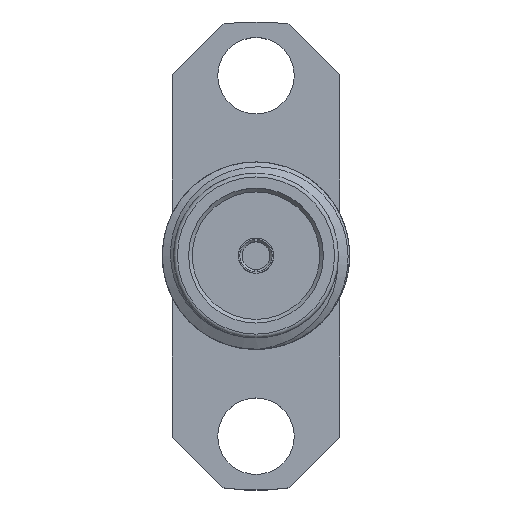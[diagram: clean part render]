
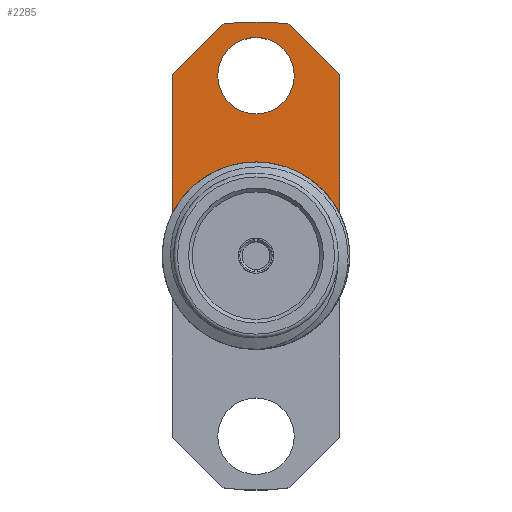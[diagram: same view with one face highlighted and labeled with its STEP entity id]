
A CAD part, top view. The second image highlights one B-rep face of the part: STEP entity #2285.
In plain terms, the highlighted face is planar.
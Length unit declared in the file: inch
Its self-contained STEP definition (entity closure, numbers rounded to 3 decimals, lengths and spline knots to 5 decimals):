
#1 = DIRECTION ( 'NONE',  ( -0.707, 0.707, 0. ) ) ;
#49 = CARTESIAN_POINT ( 'NONE',  ( -0.04405, 0.30938, 0. ) ) ;
#100 = CARTESIAN_POINT ( 'NONE',  ( 0.1115, 0.0277, 0. ) ) ;
#121 = DIRECTION ( 'NONE',  ( 0., 0., -1. ) ) ;
#206 = EDGE_CURVE ( 'NONE', #1244, #1658, #639, .T. ) ;
#362 = DIRECTION ( 'NONE',  ( -1., 0., 0. ) ) ;
#399 = CARTESIAN_POINT ( 'NONE',  ( -0.1115, 0.0277, 0. ) ) ;
#419 = PLANE ( 'NONE',  #2480 ) ;
#433 = VECTOR ( 'NONE', #1465, 39.37008 ) ;
#441 = DIRECTION ( 'NONE',  ( 1., 0., 0. ) ) ;
#592 = ORIENTED_EDGE ( 'NONE', *, *, #2647, .T. ) ;
#639 = LINE ( 'NONE', #1733, #433 ) ;
#651 = AXIS2_PLACEMENT_3D ( 'NONE', #3127, #1212, #441 ) ;
#657 = EDGE_CURVE ( 'NONE', #997, #997, #2350, .T. ) ;
#671 = CIRCLE ( 'NONE', #2038, 0.11489 ) ;
#721 = ORIENTED_EDGE ( 'NONE', *, *, #206, .T. ) ;
#765 = ORIENTED_EDGE ( 'NONE', *, *, #1532, .T. ) ;
#921 = EDGE_CURVE ( 'NONE', #1658, #3409, #2111, .T. ) ;
#951 = DIRECTION ( 'NONE',  ( 0., -1., 0. ) ) ;
#997 = VERTEX_POINT ( 'NONE', #3388 ) ;
#1038 = ORIENTED_EDGE ( 'NONE', *, *, #921, .T. ) ;
#1061 = LINE ( 'NONE', #1633, #2473 ) ;
#1125 = CIRCLE ( 'NONE', #2145, 0.3125 ) ;
#1212 = DIRECTION ( 'NONE',  ( 0., 0., 1. ) ) ;
#1231 = VECTOR ( 'NONE', #2387, 39.37008 ) ;
#1244 = VERTEX_POINT ( 'NONE', #49 ) ;
#1304 = EDGE_LOOP ( 'NONE', ( #765, #1621, #2673, #721, #1038, #592 ) ) ;
#1331 = CARTESIAN_POINT ( 'NONE',  ( 0., 0., 0. ) ) ;
#1333 = CARTESIAN_POINT ( 'NONE',  ( 0.1115, -0.3125, 0. ) ) ;
#1347 = CARTESIAN_POINT ( 'NONE',  ( 0.04405, 0.30938, 0. ) ) ;
#1465 = DIRECTION ( 'NONE',  ( -0.707, -0.707, 0. ) ) ;
#1490 = CARTESIAN_POINT ( 'NONE',  ( 0., 0., 0. ) ) ;
#1532 = EDGE_CURVE ( 'NONE', #2170, #2566, #1866, .T. ) ;
#1621 = ORIENTED_EDGE ( 'NONE', *, *, #2774, .T. ) ;
#1628 = CARTESIAN_POINT ( 'NONE',  ( -0.1115, 0.24193, 0. ) ) ;
#1633 = CARTESIAN_POINT ( 'NONE',  ( 0.04405, 0.30938, 0. ) ) ;
#1658 = VERTEX_POINT ( 'NONE', #1628 ) ;
#1733 = CARTESIAN_POINT ( 'NONE',  ( -0.04405, 0.30938, 0. ) ) ;
#1740 = CARTESIAN_POINT ( 'NONE',  ( 0., 0., 0. ) ) ;
#1866 = LINE ( 'NONE', #1333, #2618 ) ;
#2038 = AXIS2_PLACEMENT_3D ( 'NONE', #1331, #2404, #3076 ) ;
#2054 = VERTEX_POINT ( 'NONE', #1347 ) ;
#2111 = LINE ( 'NONE', #3176, #1231 ) ;
#2145 = AXIS2_PLACEMENT_3D ( 'NONE', #1490, #121, #362 ) ;
#2170 = VERTEX_POINT ( 'NONE', #100 ) ;
#2173 = EDGE_CURVE ( 'NONE', #1244, #2054, #1125, .T. ) ;
#2285 = ADVANCED_FACE ( 'NONE', ( #2826, #3068 ), #419, .F. ) ;
#2350 = CIRCLE ( 'NONE', #651, 0.051 ) ;
#2358 = DIRECTION ( 'NONE',  ( 0., 1., 0. ) ) ;
#2387 = DIRECTION ( 'NONE',  ( 0., -1., 0. ) ) ;
#2404 = DIRECTION ( 'NONE',  ( 0., 0., -1. ) ) ;
#2473 = VECTOR ( 'NONE', #1, 39.37008 ) ;
#2480 = AXIS2_PLACEMENT_3D ( 'NONE', #1740, #2810, #951 ) ;
#2524 = ORIENTED_EDGE ( 'NONE', *, *, #657, .F. ) ;
#2527 = EDGE_LOOP ( 'NONE', ( #2524 ) ) ;
#2566 = VERTEX_POINT ( 'NONE', #3257 ) ;
#2618 = VECTOR ( 'NONE', #2358, 39.37008 ) ;
#2647 = EDGE_CURVE ( 'NONE', #3409, #2170, #671, .T. ) ;
#2673 = ORIENTED_EDGE ( 'NONE', *, *, #2173, .F. ) ;
#2774 = EDGE_CURVE ( 'NONE', #2566, #2054, #1061, .T. ) ;
#2810 = DIRECTION ( 'NONE',  ( 0., 0., -1. ) ) ;
#2826 = FACE_BOUND ( 'NONE', #2527, .T. ) ;
#3068 = FACE_OUTER_BOUND ( 'NONE', #1304, .T. ) ;
#3076 = DIRECTION ( 'NONE',  ( -1., 0., 0. ) ) ;
#3127 = CARTESIAN_POINT ( 'NONE',  ( 0., 0.2405, 0. ) ) ;
#3176 = CARTESIAN_POINT ( 'NONE',  ( -0.1115, -0.3125, 0. ) ) ;
#3257 = CARTESIAN_POINT ( 'NONE',  ( 0.1115, 0.24193, 0. ) ) ;
#3388 = CARTESIAN_POINT ( 'NONE',  ( 0.051, 0.2405, 0. ) ) ;
#3409 = VERTEX_POINT ( 'NONE', #399 ) ;
